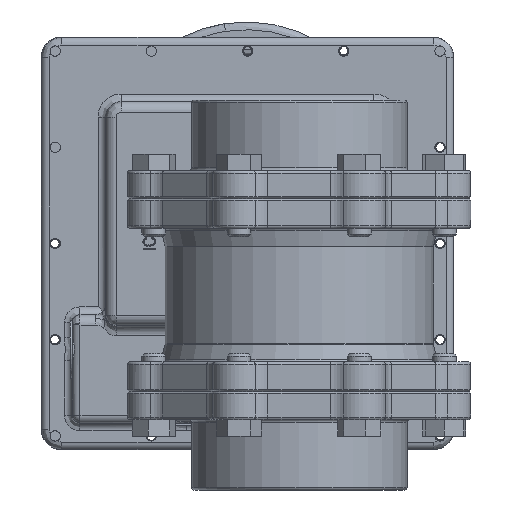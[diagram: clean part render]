
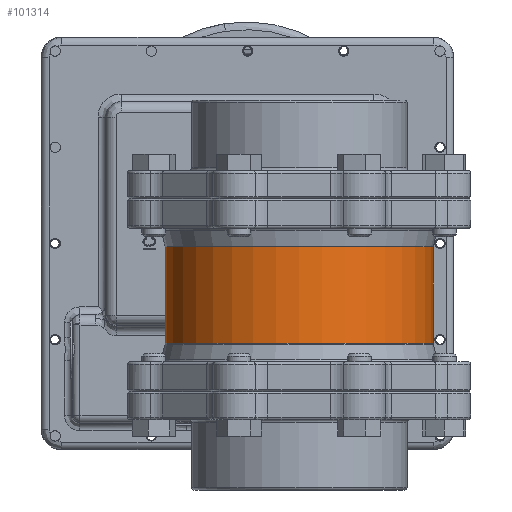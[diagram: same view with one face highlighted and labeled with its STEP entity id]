
A CAD part, front view. The second image highlights one B-rep face of the part: STEP entity #101314.
In plain terms, the highlighted cylindrical face has radius 82.55 mm (diameter 165.1 mm), a partial arc.
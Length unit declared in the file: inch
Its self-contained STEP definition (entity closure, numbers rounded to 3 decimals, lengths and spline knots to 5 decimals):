
#2140 = AXIS2_PLACEMENT_3D ( 'NONE', #45950, #101633, #6133 ) ;
#2461 = EDGE_CURVE ( 'NONE', #34692, #71000, #15997, .T. ) ;
#6133 = DIRECTION ( 'NONE',  ( -1., 0., 0. ) ) ;
#6991 = VECTOR ( 'NONE', #27219, 39.37008 ) ;
#9395 = AXIS2_PLACEMENT_3D ( 'NONE', #92962, #45278, #100967 ) ;
#13058 = FACE_OUTER_BOUND ( 'NONE', #97143, .T. ) ;
#15997 = CIRCLE ( 'NONE', #9395, 3.25 ) ;
#22882 = CARTESIAN_POINT ( 'NONE',  ( 0., 0., -1.17265 ) ) ;
#27219 = DIRECTION ( 'NONE',  ( 0., 0., -1. ) ) ;
#30839 = DIRECTION ( 'NONE',  ( -1., 0., 0. ) ) ;
#33223 = LINE ( 'NONE', #82809, #51930 ) ;
#34692 = VERTEX_POINT ( 'NONE', #58657 ) ;
#36913 = CARTESIAN_POINT ( 'NONE',  ( -3.25, 0., -1.17265 ) ) ;
#43125 = DIRECTION ( 'NONE',  ( 0., 0., -1. ) ) ;
#45278 = DIRECTION ( 'NONE',  ( 0., 0., -1. ) ) ;
#45950 = CARTESIAN_POINT ( 'NONE',  ( 0., 0., 1.62 ) ) ;
#51930 = VECTOR ( 'NONE', #43125, 39.37008 ) ;
#52302 = EDGE_CURVE ( 'NONE', #34692, #60715, #33223, .T. ) ;
#52463 = CIRCLE ( 'NONE', #61965, 3.25 ) ;
#58657 = CARTESIAN_POINT ( 'NONE',  ( 3.25, 0., 1.17265 ) ) ;
#59256 = ORIENTED_EDGE ( 'NONE', *, *, #2461, .T. ) ;
#60715 = VERTEX_POINT ( 'NONE', #84348 ) ;
#61965 = AXIS2_PLACEMENT_3D ( 'NONE', #22882, #78531, #30839 ) ;
#66475 = ORIENTED_EDGE ( 'NONE', *, *, #89798, .T. ) ;
#66821 = VERTEX_POINT ( 'NONE', #36913 ) ;
#68636 = CARTESIAN_POINT ( 'NONE',  ( -3.25, 0., 1.17265 ) ) ;
#71000 = VERTEX_POINT ( 'NONE', #68636 ) ;
#71451 = CYLINDRICAL_SURFACE ( 'NONE', #2140, 3.25 ) ;
#74896 = CARTESIAN_POINT ( 'NONE',  ( -3.25, 0., 1.62 ) ) ;
#76144 = EDGE_CURVE ( 'NONE', #66821, #60715, #52463, .T. ) ;
#78531 = DIRECTION ( 'NONE',  ( 0., 0., 1. ) ) ;
#82809 = CARTESIAN_POINT ( 'NONE',  ( 3.25, 0., 1.62 ) ) ;
#84348 = CARTESIAN_POINT ( 'NONE',  ( 3.25, 0., -1.17265 ) ) ;
#89798 = EDGE_CURVE ( 'NONE', #71000, #66821, #91474, .T. ) ;
#91474 = LINE ( 'NONE', #74896, #6991 ) ;
#92962 = CARTESIAN_POINT ( 'NONE',  ( 0., 0., 1.17265 ) ) ;
#97143 = EDGE_LOOP ( 'NONE', ( #102639, #59256, #66475, #101720 ) ) ;
#100967 = DIRECTION ( 'NONE',  ( 1., 0., 0. ) ) ;
#101314 = ADVANCED_FACE ( 'NONE', ( #13058 ), #71451, .T. ) ;
#101633 = DIRECTION ( 'NONE',  ( 0., 0., -1. ) ) ;
#101720 = ORIENTED_EDGE ( 'NONE', *, *, #76144, .T. ) ;
#102639 = ORIENTED_EDGE ( 'NONE', *, *, #52302, .F. ) ;
